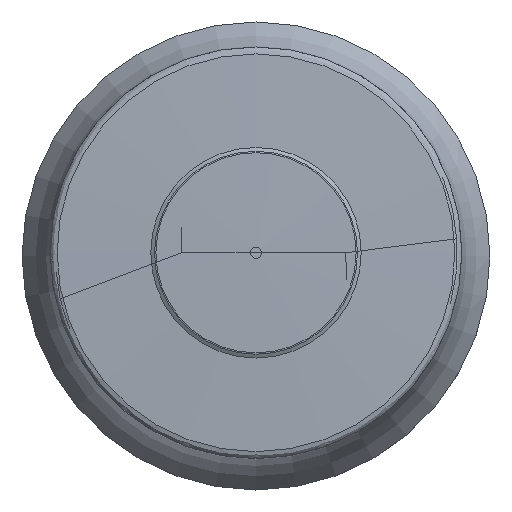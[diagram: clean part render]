
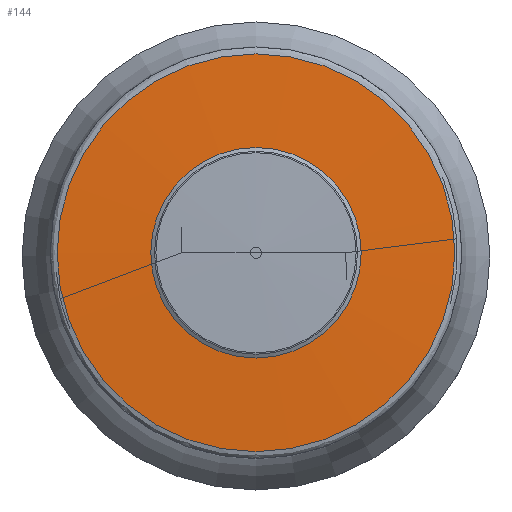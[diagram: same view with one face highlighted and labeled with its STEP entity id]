
A CAD part, top view. The second image highlights one B-rep face of the part: STEP entity #144.
In plain terms, the highlighted face is a revolution surface.
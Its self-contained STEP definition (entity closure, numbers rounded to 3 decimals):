
#34=SURFACE_OF_REVOLUTION('',#80,#40);
#40=AXIS1_PLACEMENT('',#736,#572);
#80=B_SPLINE_CURVE_WITH_KNOTS('',5,(#730,#731,#732,#733,#734,#735),
 .UNSPECIFIED.,.F.,.F.,(6,6),(0.,1.),.UNSPECIFIED.);
#144=ADVANCED_FACE('',(#191,#192),#34,.F.);
#191=FACE_BOUND('',#240,.T.);
#192=FACE_BOUND('',#241,.T.);
#240=EDGE_LOOP('',(#314));
#241=EDGE_LOOP('',(#315));
#314=ORIENTED_EDGE('',*,*,#388,.T.);
#315=ORIENTED_EDGE('',*,*,#387,.F.);
#350=VERTEX_POINT('',#704);
#351=VERTEX_POINT('',#729);
#387=EDGE_CURVE('',#350,#350,#410,.T.);
#388=EDGE_CURVE('',#351,#351,#411,.T.);
#410=CIRCLE('',#460,21.25);
#411=CIRCLE('',#461,11.245);
#460=AXIS2_PLACEMENT_3D('',#703,#567,#568);
#461=AXIS2_PLACEMENT_3D('',#728,#570,#571);
#567=DIRECTION('',(0.,0.,-1.));
#568=DIRECTION('',(-1.,0.,0.));
#570=DIRECTION('',(0.,0.,-1.));
#571=DIRECTION('',(-1.,0.,0.));
#572=DIRECTION('',(0.,0.,-1.));
#703=CARTESIAN_POINT('',(0.,0.,200.182));
#704=CARTESIAN_POINT('',(-21.25,0.,200.182));
#728=CARTESIAN_POINT('',(0.,0.,200.541));
#729=CARTESIAN_POINT('',(-11.245,0.,200.541));
#730=CARTESIAN_POINT('',(21.25,0.,200.182));
#731=CARTESIAN_POINT('',(19.249,0.,200.253));
#732=CARTESIAN_POINT('',(17.248,0.,200.325));
#733=CARTESIAN_POINT('',(15.247,0.,200.397));
#734=CARTESIAN_POINT('',(13.246,0.,200.469));
#735=CARTESIAN_POINT('',(11.245,0.,200.541));
#736=CARTESIAN_POINT('',(0.,0.,0.));
